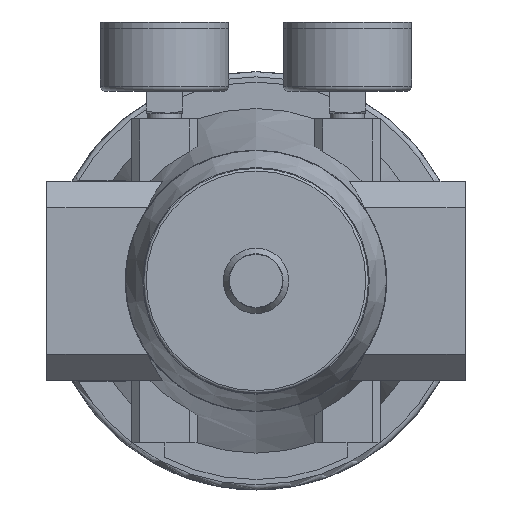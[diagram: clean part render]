
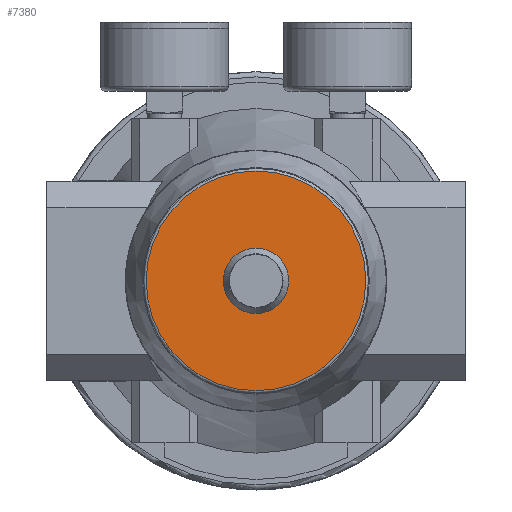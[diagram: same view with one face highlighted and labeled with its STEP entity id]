
A CAD part, front view. The second image highlights one B-rep face of the part: STEP entity #7380.
In plain terms, the highlighted planar face has unit normal (0, -1, 0).
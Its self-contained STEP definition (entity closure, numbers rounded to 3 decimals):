
#100=PLANE('',#7823);
#1777=ORIENTED_EDGE('',*,*,#3123,.F.);
#1778=ORIENTED_EDGE('',*,*,#3122,.T.);
#3122=EDGE_CURVE('',#3778,#3778,#4081,.T.);
#3123=EDGE_CURVE('',#3779,#3779,#4082,.T.);
#3778=VERTEX_POINT('',#10626);
#3779=VERTEX_POINT('',#10629);
#4081=CIRCLE('',#7822,42.);
#4082=CIRCLE('',#7824,12.5);
#4268=EDGE_LOOP('',(#1777));
#4269=EDGE_LOOP('',(#1778));
#4699=FACE_BOUND('',#4268,.T.);
#4700=FACE_BOUND('',#4269,.T.);
#7380=ADVANCED_FACE('',(#4699,#4700),#100,.F.);
#7822=AXIS2_PLACEMENT_3D('',#10625,#8696,#8697);
#7823=AXIS2_PLACEMENT_3D('',#10627,#8698,#8699);
#7824=AXIS2_PLACEMENT_3D('',#10628,#8700,#8701);
#8696=DIRECTION('',(0.,-1.,0.));
#8697=DIRECTION('',(0.,0.,-1.));
#8698=DIRECTION('',(0.,1.,0.));
#8699=DIRECTION('',(0.,0.,1.));
#8700=DIRECTION('',(0.,-1.,0.));
#8701=DIRECTION('',(0.,0.,-1.));
#10625=CARTESIAN_POINT('',(0.,-89.,0.));
#10626=CARTESIAN_POINT('',(0.,-89.,-42.));
#10627=CARTESIAN_POINT('',(42.,-89.,0.));
#10628=CARTESIAN_POINT('',(0.,-89.,0.));
#10629=CARTESIAN_POINT('',(0.,-89.,-12.5));
